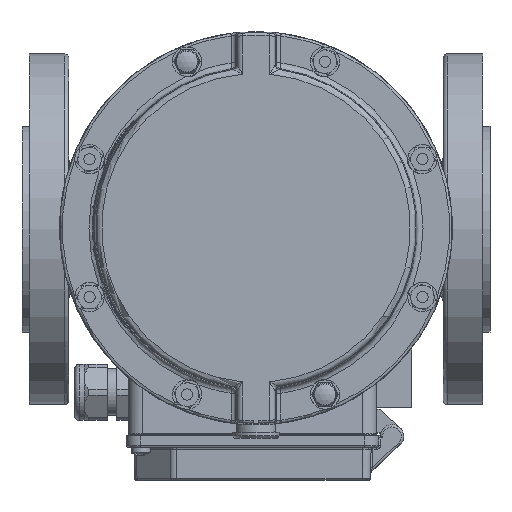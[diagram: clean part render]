
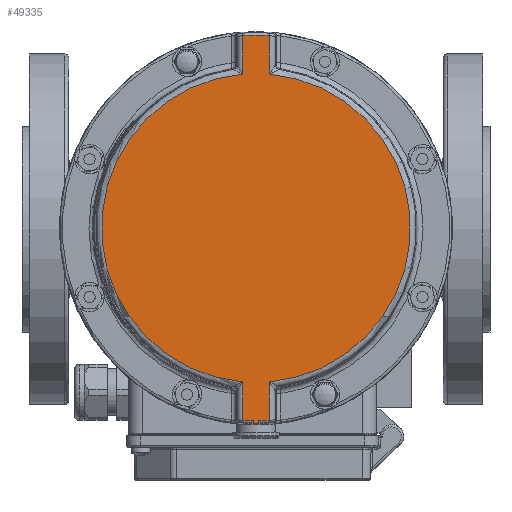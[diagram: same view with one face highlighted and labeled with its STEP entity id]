
A CAD part, top view. The second image highlights one B-rep face of the part: STEP entity #49335.
In plain terms, the highlighted planar face has unit normal (0, 0, 1).
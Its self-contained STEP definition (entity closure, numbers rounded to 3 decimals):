
#2597=CIRCLE('',#53886,82.297);
#2607=CIRCLE('',#53897,82.297);
#2609=CIRCLE('',#53900,83.497);
#2611=CIRCLE('',#53903,82.297);
#2622=CIRCLE('',#53930,66.02);
#2623=CIRCLE('',#53931,0.3);
#2624=CIRCLE('',#53932,0.3);
#2625=CIRCLE('',#53933,66.02);
#4943=PLANE('',#53929);
#8683=FACE_OUTER_BOUND('',#11920,.T.);
#11920=EDGE_LOOP('',(#43828,#43829,#43830,#43831,#43832,#43833,#43834,#43835,
#43836,#43837,#43838,#43839,#43840,#43841));
#15229=LINE('',#105120,#18200);
#15230=LINE('',#105145,#18201);
#15231=LINE('',#105148,#18202);
#15232=LINE('',#105150,#18203);
#15233=LINE('',#105154,#18204);
#15234=LINE('',#105156,#18205);
#18200=VECTOR('',#65817,16.326);
#18201=VECTOR('',#65820,16.326);
#18202=VECTOR('',#65823,16.326);
#18203=VECTOR('',#65824,0.903);
#18204=VECTOR('',#65829,0.903);
#18205=VECTOR('',#65830,16.326);
#23591=VERTEX_POINT('',#103652);
#23593=VERTEX_POINT('',#103694);
#23607=VERTEX_POINT('',#104089);
#23610=VERTEX_POINT('',#104132);
#23613=VERTEX_POINT('',#104163);
#23614=VERTEX_POINT('',#104166);
#23616=VERTEX_POINT('',#104205);
#23617=VERTEX_POINT('',#104207);
#23667=VERTEX_POINT('',#105119);
#23668=VERTEX_POINT('',#105144);
#23669=VERTEX_POINT('',#105146);
#23670=VERTEX_POINT('',#105149);
#23671=VERTEX_POINT('',#105152);
#23672=VERTEX_POINT('',#105155);
#30455=EDGE_CURVE('',#23593,#23591,#2597,.T.);
#30478=EDGE_CURVE('',#23610,#23607,#2607,.T.);
#30482=EDGE_CURVE('',#23613,#23614,#2609,.T.);
#30485=EDGE_CURVE('',#23617,#23616,#2611,.T.);
#30562=EDGE_CURVE('',#23591,#23667,#15229,.T.);
#30564=EDGE_CURVE('',#23668,#23593,#15230,.T.);
#30565=EDGE_CURVE('',#23667,#23669,#2622,.T.);
#30566=EDGE_CURVE('',#23669,#23617,#15231,.T.);
#30567=EDGE_CURVE('',#23616,#23670,#15232,.T.);
#30568=EDGE_CURVE('',#23670,#23613,#2623,.T.);
#30569=EDGE_CURVE('',#23614,#23671,#2624,.T.);
#30570=EDGE_CURVE('',#23671,#23610,#15233,.T.);
#30571=EDGE_CURVE('',#23607,#23672,#15234,.T.);
#30572=EDGE_CURVE('',#23672,#23668,#2625,.T.);
#43828=ORIENTED_EDGE('',*,*,#30564,.T.);
#43829=ORIENTED_EDGE('',*,*,#30455,.T.);
#43830=ORIENTED_EDGE('',*,*,#30562,.T.);
#43831=ORIENTED_EDGE('',*,*,#30565,.T.);
#43832=ORIENTED_EDGE('',*,*,#30566,.T.);
#43833=ORIENTED_EDGE('',*,*,#30485,.T.);
#43834=ORIENTED_EDGE('',*,*,#30567,.T.);
#43835=ORIENTED_EDGE('',*,*,#30568,.T.);
#43836=ORIENTED_EDGE('',*,*,#30482,.T.);
#43837=ORIENTED_EDGE('',*,*,#30569,.T.);
#43838=ORIENTED_EDGE('',*,*,#30570,.T.);
#43839=ORIENTED_EDGE('',*,*,#30478,.T.);
#43840=ORIENTED_EDGE('',*,*,#30571,.T.);
#43841=ORIENTED_EDGE('',*,*,#30572,.T.);
#49335=ADVANCED_FACE('',(#8683),#4943,.F.);
#53886=AXIS2_PLACEMENT_3D('',#103698,#65689,#65690);
#53897=AXIS2_PLACEMENT_3D('',#104160,#65711,#65712);
#53900=AXIS2_PLACEMENT_3D('',#104168,#65719,#65720);
#53903=AXIS2_PLACEMENT_3D('',#104208,#65725,#65726);
#53929=AXIS2_PLACEMENT_3D('',#105143,#65818,#65819);
#53930=AXIS2_PLACEMENT_3D('',#105147,#65821,#65822);
#53931=AXIS2_PLACEMENT_3D('',#105151,#65825,#65826);
#53932=AXIS2_PLACEMENT_3D('',#105153,#65827,#65828);
#53933=AXIS2_PLACEMENT_3D('',#105157,#65831,#65832);
#65689=DIRECTION('center_axis',(0.,0.,
1.));
#65690=DIRECTION('ref_axis',(1.,0.,0.));
#65711=DIRECTION('center_axis',(0.,0.,
1.));
#65712=DIRECTION('ref_axis',(1.,0.,0.));
#65719=DIRECTION('center_axis',(0.,0.,
1.));
#65720=DIRECTION('ref_axis',(-1.,0.,0.));
#65725=DIRECTION('center_axis',(0.,0.,
1.));
#65726=DIRECTION('ref_axis',(1.,0.,0.));
#65817=DIRECTION('',(0.,-1.,0.));
#65818=DIRECTION('center_axis',(0.,0.,
-1.));
#65819=DIRECTION('ref_axis',(1.,0.,0.));
#65820=DIRECTION('',(0.,1.,0.));
#65821=DIRECTION('center_axis',(0.,0.,
1.));
#65822=DIRECTION('ref_axis',(1.,0.,0.));
#65823=DIRECTION('',(0.,-1.,0.));
#65824=DIRECTION('',(0.,-1.,0.));
#65825=DIRECTION('center_axis',(0.,0.,
1.));
#65826=DIRECTION('ref_axis',(-1.,0.,0.));
#65827=DIRECTION('center_axis',(0.,0.,
1.));
#65828=DIRECTION('ref_axis',(1.,0.,0.));
#65829=DIRECTION('',(0.,1.,0.));
#65830=DIRECTION('',(0.,1.,0.));
#65831=DIRECTION('center_axis',(0.,0.,
1.));
#65832=DIRECTION('ref_axis',(1.,0.,0.));
#103652=CARTESIAN_POINT('',(-5.7,82.1,220.7));
#103694=CARTESIAN_POINT('',(5.7,82.1,220.7));
#103698=CARTESIAN_POINT('Origin',(0.,0.,
220.7));
#104089=CARTESIAN_POINT('',(5.7,-82.1,220.7));
#104132=CARTESIAN_POINT('',(1.,-82.291,220.7));
#104160=CARTESIAN_POINT('Origin',(0.,0.,
220.7));
#104163=CARTESIAN_POINT('',(-0.703,-83.494,220.7));
#104166=CARTESIAN_POINT('',(0.703,-83.494,220.7));
#104168=CARTESIAN_POINT('Origin',(0.,0.,
220.7));
#104205=CARTESIAN_POINT('',(-1.,-82.291,220.7));
#104207=CARTESIAN_POINT('',(-5.7,-82.1,220.7));
#104208=CARTESIAN_POINT('Origin',(0.,0.,
220.7));
#105119=CARTESIAN_POINT('',(-5.7,65.773,220.7));
#105120=CARTESIAN_POINT('',(-5.7,0.,220.7));
#105143=CARTESIAN_POINT('Origin',(69.,0.,
220.7));
#105144=CARTESIAN_POINT('',(5.7,65.773,220.7));
#105145=CARTESIAN_POINT('',(5.7,0.,220.7));
#105146=CARTESIAN_POINT('',(-5.7,-65.773,220.7));
#105147=CARTESIAN_POINT('Origin',(0.,0.,
220.7));
#105148=CARTESIAN_POINT('',(-5.7,0.,220.7));
#105149=CARTESIAN_POINT('',(-1.,-83.194,220.7));
#105150=CARTESIAN_POINT('',(-1.,-82.291,220.7));
#105151=CARTESIAN_POINT('Origin',(-0.7,-83.194,
220.7));
#105152=CARTESIAN_POINT('',(1.,-83.194,220.7));
#105153=CARTESIAN_POINT('Origin',(0.7,-83.194,220.7));
#105154=CARTESIAN_POINT('',(1.,-82.291,220.7));
#105155=CARTESIAN_POINT('',(5.7,-65.773,220.7));
#105156=CARTESIAN_POINT('',(5.7,0.,220.7));
#105157=CARTESIAN_POINT('Origin',(0.,0.,
220.7));
